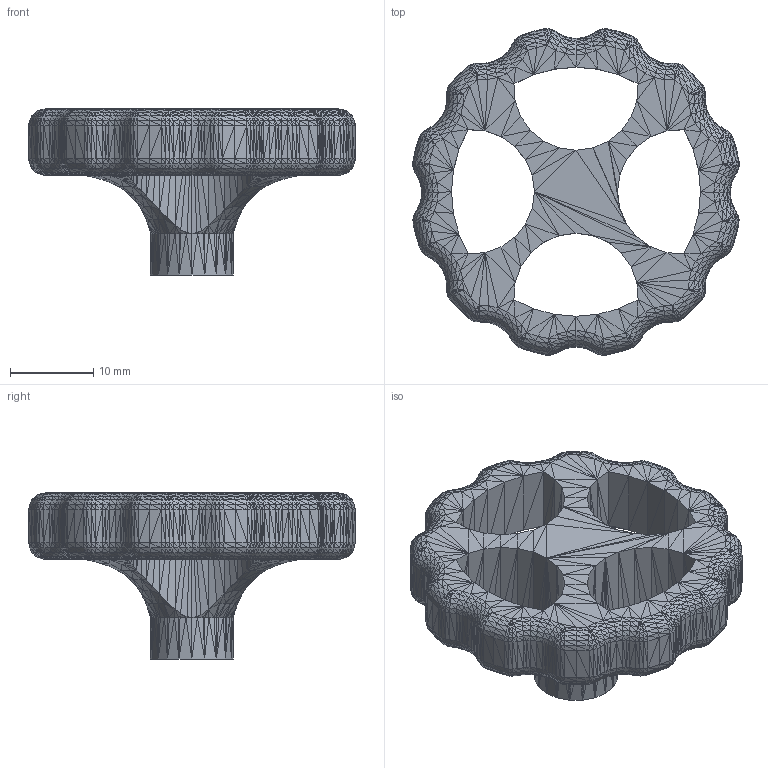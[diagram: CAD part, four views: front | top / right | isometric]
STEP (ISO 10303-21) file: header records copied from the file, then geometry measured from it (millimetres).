
FILE_DESCRIPTION(/* description */ (''),/* implementation_level */ '2;1');
FILE_NAME(/* name */ '40mm knob v1.step',/* time_stamp */ '2021-06-19T14:26:28+01:00',/* author */ (''),/* organization */ (''),/* preprocessor_version */ 'ST-DEVELOPER v18.1',/* originating_system */ 'Autodesk Translation Framework v10.9.0.1377',/* authorisation */ '');
FILE_SCHEMA (('AUTOMOTIVE_DESIGN { 1 0 10303 214 3 1 1 }'));
Products named in the file (2): 40mm knob; Component1
Assembly tree (1 placements, depth 2):
  40mm knob
    Component1
Bounding box: 39.37 x 39.34 x 20 mm (x, y, z)
Volume: 6338.8 mm3; surface area: 4426.1 mm2
Topology: 1 solids, 1 shells, 4656 faces, 7024 edges, 2362 vertices
Faces by surface type: plane 4655, cylinder 1
Full cylindrical faces by diameter (mm): 6.2 x1
Entity records: 91257 total; most frequent: DIRECTION 16398, ORIENTED_EDGE 14048, CARTESIAN_POINT 14045, EDGE_CURVE 7024, LINE 6968, VECTOR 6968, AXIS2_PLACEMENT_3D 4715, FACE_OUTER_BOUND 4656
